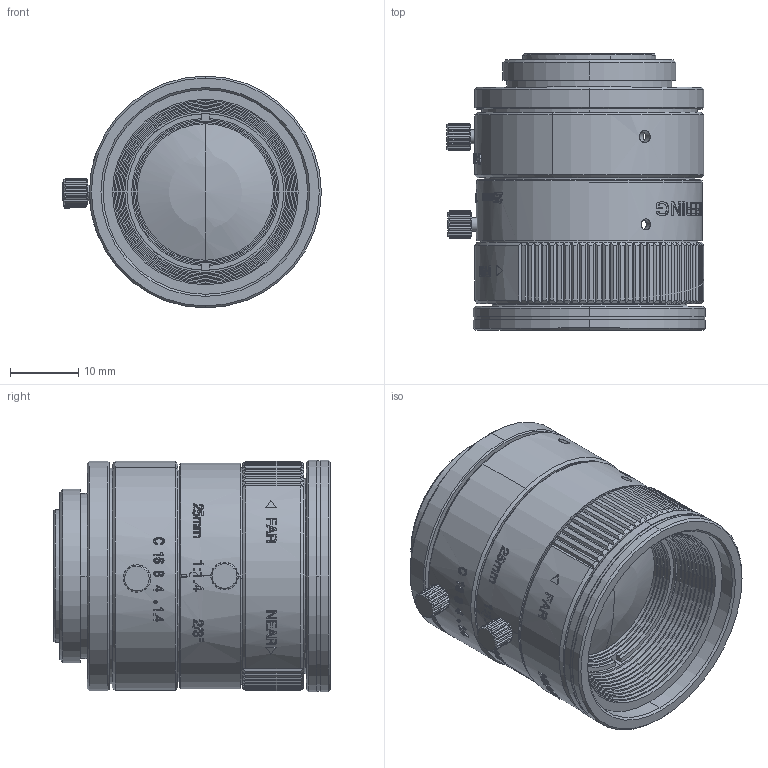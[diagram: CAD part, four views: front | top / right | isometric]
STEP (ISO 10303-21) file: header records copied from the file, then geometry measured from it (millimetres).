
FILE_DESCRIPTION((''),'2;1');
FILE_NAME('M1425MP-OTPO_ASM_ASM','2018-01-25T',('H019940'),(''),'PRO/ENGINEER BY PARAMETRIC TECHNOLOGY CORPORATION, 2011310','PRO/ENGINEER BY PARAMETRIC TECHNOLOGY CORPORATION, 2011310','');
FILE_SCHEMA(('AUTOMOTIVE_DESIGN { 1 0 10303 214 1 1 1 1 }'));
Length unit declared in the file: millimetre
Products named in the file (21): M1425MP-A-016-1_4_AF0; M1425MP-A-017_2_AF0; M1425MP-A-001_2_AF0; PRT0033; M1425MP-A-002_2; ASM0004_AF0_ASM; M1425MP-A-004_1_AF0; G7_1; M1425MP-A-010_1; M1425MP-A-006_1_AF0; ASM001_ASM_4_AF0_ASM; M1425MP-A-013_1_AF0; PRT0036; M1425MP-A-015_2_AF0; PRT0037_AF0; PRT0037_AF1; PRT0037_AF2; PRT0038_AF0; PRT0038_AF1; ASM002-OTPO_ASM_4_AF0_ASM; M1425MP-OTPO_ASM_ASM
Assembly tree (20 placements, depth 5):
  M1425MP-OTPO_ASM_ASM
    ASM002-OTPO_ASM_4_AF0_ASM
      M1425MP-A-016-1_4_AF0
      M1425MP-A-017_2_AF0
      ASM001_ASM_4_AF0_ASM
        ASM0004_AF0_ASM
          M1425MP-A-001_2_AF0
          PRT0033
          M1425MP-A-002_2
        M1425MP-A-004_1_AF0
        G7_1
        M1425MP-A-010_1
        M1425MP-A-006_1_AF0
      M1425MP-A-013_1_AF0
      PRT0036
      M1425MP-A-015_2_AF0
      PRT0037_AF0
      PRT0037_AF1
      PRT0037_AF2
      PRT0038_AF0
      PRT0038_AF1
Bounding box: 37.92 x 40.55 x 34 mm (x, y, z)
Volume: 9373.9 mm3; surface area: 16908.1 mm2
Topology: 17 solids, 18 shells, 1513 faces, 3970 edges, 2581 vertices
Faces by surface type: plane 724, cylinder 332, cone 198, bspline 140, extrusion 111, sphere 8
Entity records: 62332 total; most frequent: CARTESIAN_POINT 22891, ORIENTED_EDGE 7920, DIRECTION 6755, EDGE_CURVE 3962, VERTEX_POINT 2581, AXIS2_PLACEMENT_3D 2472, VECTOR 1811, LINE 1700
